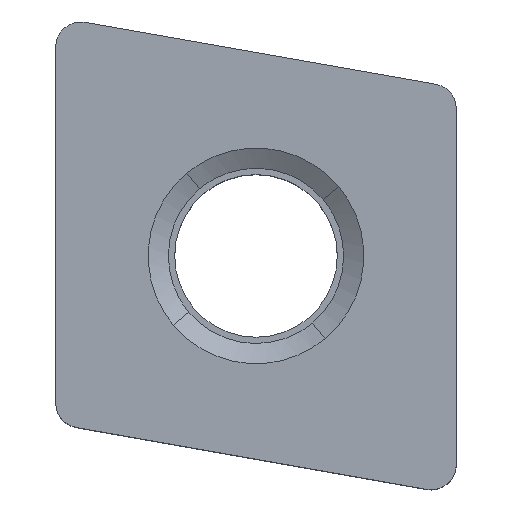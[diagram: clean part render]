
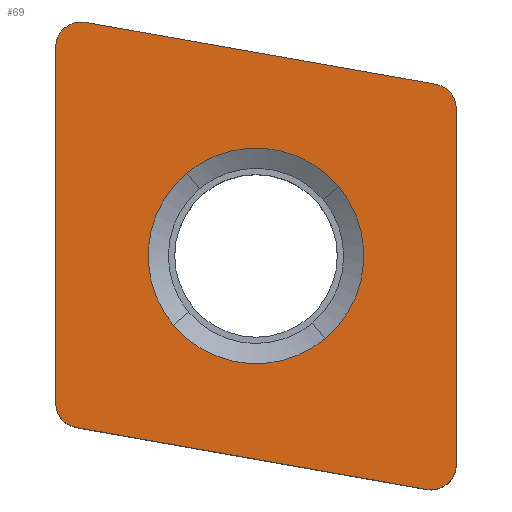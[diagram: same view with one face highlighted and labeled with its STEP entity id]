
A CAD part, top view. The second image highlights one B-rep face of the part: STEP entity #69.
In plain terms, the highlighted planar face has unit normal (0, 0, 1).
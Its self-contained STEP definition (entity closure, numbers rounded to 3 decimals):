
#69=ADVANCED_FACE('',(#145,#146),#92,.T.);
#92=PLANE('',#458);
#100=CIRCLE('',#454,0.794);
#101=CIRCLE('',#455,0.794);
#102=CIRCLE('',#456,0.794);
#103=CIRCLE('',#457,0.794);
#113=LINE('',#677,#129);
#114=LINE('',#682,#130);
#115=LINE('',#686,#131);
#116=LINE('',#690,#132);
#129=VECTOR('',#490,1.);
#130=VECTOR('',#493,1.);
#131=VECTOR('',#496,1.);
#132=VECTOR('',#499,1.);
#145=FACE_BOUND('',#153,.T.);
#146=FACE_BOUND('',#154,.T.);
#153=EDGE_LOOP('',(#180,#181,#182,#183));
#154=EDGE_LOOP('',(#184,#185,#186,#187,#188,#189,#190,#191));
#180=ORIENTED_EDGE('',*,*,#332,.T.);
#181=ORIENTED_EDGE('',*,*,#333,.T.);
#182=ORIENTED_EDGE('',*,*,#334,.T.);
#183=ORIENTED_EDGE('',*,*,#335,.T.);
#184=ORIENTED_EDGE('',*,*,#336,.F.);
#185=ORIENTED_EDGE('',*,*,#337,.T.);
#186=ORIENTED_EDGE('',*,*,#338,.F.);
#187=ORIENTED_EDGE('',*,*,#339,.T.);
#188=ORIENTED_EDGE('',*,*,#340,.F.);
#189=ORIENTED_EDGE('',*,*,#341,.T.);
#190=ORIENTED_EDGE('',*,*,#342,.F.);
#191=ORIENTED_EDGE('',*,*,#343,.T.);
#294=VERTEX_POINT('',#646);
#295=VERTEX_POINT('',#647);
#296=VERTEX_POINT('',#657);
#297=VERTEX_POINT('',#667);
#298=VERTEX_POINT('',#678);
#299=VERTEX_POINT('',#679);
#300=VERTEX_POINT('',#681);
#301=VERTEX_POINT('',#683);
#302=VERTEX_POINT('',#685);
#303=VERTEX_POINT('',#687);
#304=VERTEX_POINT('',#689);
#305=VERTEX_POINT('',#691);
#332=EDGE_CURVE('',#294,#295,#399,.T.);
#333=EDGE_CURVE('',#295,#296,#400,.T.);
#334=EDGE_CURVE('',#296,#297,#401,.T.);
#335=EDGE_CURVE('',#297,#294,#402,.T.);
#336=EDGE_CURVE('',#298,#299,#113,.T.);
#337=EDGE_CURVE('',#298,#300,#100,.T.);
#338=EDGE_CURVE('',#301,#300,#114,.T.);
#339=EDGE_CURVE('',#301,#302,#101,.T.);
#340=EDGE_CURVE('',#303,#302,#115,.T.);
#341=EDGE_CURVE('',#303,#304,#102,.T.);
#342=EDGE_CURVE('',#305,#304,#116,.T.);
#343=EDGE_CURVE('',#305,#299,#103,.T.);
#399=B_SPLINE_CURVE_WITH_KNOTS('',8,(#637,#638,#639,#640,#641,#642,#643,
#644,#645),.UNSPECIFIED.,.F.,.F.,(9,9),(0.,1.),.UNSPECIFIED.);
#400=B_SPLINE_CURVE_WITH_KNOTS('',8,(#648,#649,#650,#651,#652,#653,#654,
#655,#656),.UNSPECIFIED.,.F.,.F.,(9,9),(0.,1.),.UNSPECIFIED.);
#401=B_SPLINE_CURVE_WITH_KNOTS('',8,(#658,#659,#660,#661,#662,#663,#664,
#665,#666),.UNSPECIFIED.,.F.,.F.,(9,9),(0.,1.),.UNSPECIFIED.);
#402=B_SPLINE_CURVE_WITH_KNOTS('',8,(#668,#669,#670,#671,#672,#673,#674,
#675,#676),.UNSPECIFIED.,.F.,.F.,(9,9),(0.,1.),.UNSPECIFIED.);
#454=AXIS2_PLACEMENT_3D('',#680,#491,#492);
#455=AXIS2_PLACEMENT_3D('',#684,#494,#495);
#456=AXIS2_PLACEMENT_3D('',#688,#497,#498);
#457=AXIS2_PLACEMENT_3D('',#692,#500,#501);
#458=AXIS2_PLACEMENT_3D('',#693,#502,#503);
#490=DIRECTION('',(0.,-1.,0.));
#491=DIRECTION('',(0.,0.,1.));
#492=DIRECTION('',(1.,0.,0.));
#493=DIRECTION('',(0.985,-0.174,0.));
#494=DIRECTION('',(0.,0.,1.));
#495=DIRECTION('',(1.,0.,0.));
#496=DIRECTION('',(0.,1.,0.));
#497=DIRECTION('',(0.,0.,1.));
#498=DIRECTION('',(1.,0.,0.));
#499=DIRECTION('',(-0.985,0.174,0.));
#500=DIRECTION('',(0.,0.,1.));
#501=DIRECTION('',(1.,0.,0.));
#502=DIRECTION('',(0.,0.,1.));
#503=DIRECTION('',(1.,0.,0.));
#637=CARTESIAN_POINT('',(2.198,-2.619,-0.18));
#638=CARTESIAN_POINT('',(1.683,-3.05,-0.18));
#639=CARTESIAN_POINT('',(1.072,-3.367,-0.18));
#640=CARTESIAN_POINT('',(0.395,-3.542,-0.18));
#641=CARTESIAN_POINT('',(-0.312,-3.561,-0.18));
#642=CARTESIAN_POINT('',(-1.004,-3.42,-0.18));
#643=CARTESIAN_POINT('',(-1.641,-3.129,-0.18));
#644=CARTESIAN_POINT('',(-2.188,-2.712,-0.18));
#645=CARTESIAN_POINT('',(-2.619,-2.198,-0.18));
#646=CARTESIAN_POINT('',(2.198,-2.619,-0.18));
#647=CARTESIAN_POINT('',(-2.619,-2.198,-0.18));
#648=CARTESIAN_POINT('',(-2.619,-2.198,-0.18));
#649=CARTESIAN_POINT('',(-3.05,-1.683,-0.18));
#650=CARTESIAN_POINT('',(-3.367,-1.072,-0.18));
#651=CARTESIAN_POINT('',(-3.542,-0.395,-0.18));
#652=CARTESIAN_POINT('',(-3.561,0.312,-0.18));
#653=CARTESIAN_POINT('',(-3.42,1.004,-0.18));
#654=CARTESIAN_POINT('',(-3.129,1.641,-0.18));
#655=CARTESIAN_POINT('',(-2.712,2.188,-0.18));
#656=CARTESIAN_POINT('',(-2.198,2.619,-0.18));
#657=CARTESIAN_POINT('',(-2.198,2.619,-0.18));
#658=CARTESIAN_POINT('',(-2.198,2.619,-0.18));
#659=CARTESIAN_POINT('',(-1.683,3.05,-0.18));
#660=CARTESIAN_POINT('',(-1.072,3.367,-0.18));
#661=CARTESIAN_POINT('',(-0.395,3.542,-0.18));
#662=CARTESIAN_POINT('',(0.312,3.561,-0.18));
#663=CARTESIAN_POINT('',(1.004,3.42,-0.18));
#664=CARTESIAN_POINT('',(1.641,3.129,-0.18));
#665=CARTESIAN_POINT('',(2.188,2.712,-0.18));
#666=CARTESIAN_POINT('',(2.619,2.198,-0.18));
#667=CARTESIAN_POINT('',(2.619,2.198,-0.18));
#668=CARTESIAN_POINT('',(2.619,2.198,-0.18));
#669=CARTESIAN_POINT('',(3.05,1.683,-0.18));
#670=CARTESIAN_POINT('',(3.367,1.072,-0.18));
#671=CARTESIAN_POINT('',(3.542,0.395,-0.18));
#672=CARTESIAN_POINT('',(3.561,-0.312,-0.18));
#673=CARTESIAN_POINT('',(3.42,-1.004,-0.18));
#674=CARTESIAN_POINT('',(3.129,-1.641,-0.18));
#675=CARTESIAN_POINT('',(2.712,-2.188,-0.18));
#676=CARTESIAN_POINT('',(2.198,-2.619,-0.18));
#677=CARTESIAN_POINT('',(6.35,0.,-0.18));
#678=CARTESIAN_POINT('',(6.35,4.662,-0.18));
#679=CARTESIAN_POINT('',(6.35,-6.622,-0.18));
#680=CARTESIAN_POINT('',(5.556,4.662,-0.18));
#681=CARTESIAN_POINT('',(5.694,5.444,-0.18));
#682=CARTESIAN_POINT('',(1.103,6.254,-0.18));
#683=CARTESIAN_POINT('',(-5.418,7.403,-0.18));
#684=CARTESIAN_POINT('',(-5.556,6.622,-0.18));
#685=CARTESIAN_POINT('',(-6.35,6.622,-0.18));
#686=CARTESIAN_POINT('',(-6.35,0.,-0.18));
#687=CARTESIAN_POINT('',(-6.35,-4.662,-0.18));
#688=CARTESIAN_POINT('',(-5.556,-4.662,-0.18));
#689=CARTESIAN_POINT('',(-5.694,-5.444,-0.18));
#690=CARTESIAN_POINT('',(-1.103,-6.254,-0.18));
#691=CARTESIAN_POINT('',(5.418,-7.403,-0.18));
#692=CARTESIAN_POINT('',(5.556,-6.622,-0.18));
#693=CARTESIAN_POINT('',(0.,0.,-0.18));
